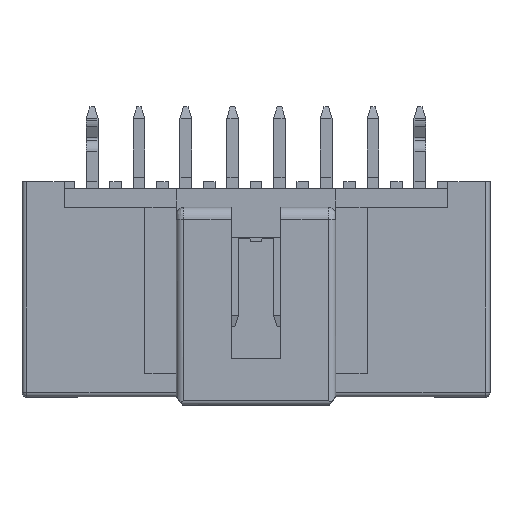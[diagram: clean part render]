
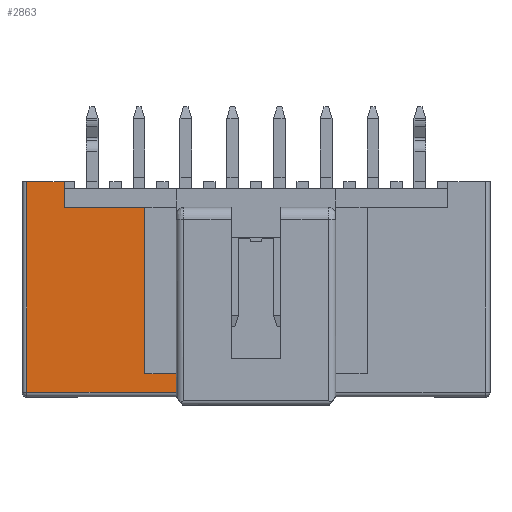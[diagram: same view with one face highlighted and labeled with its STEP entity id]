
A CAD part, top view. The second image highlights one B-rep face of the part: STEP entity #2863.
In plain terms, the highlighted planar face has unit normal (0, 0, 1).
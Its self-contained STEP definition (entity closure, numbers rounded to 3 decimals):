
#1668=CARTESIAN_POINT('',(-9.8,3.75,2.43));
#1669=VERTEX_POINT('',#1668);
#1685=CARTESIAN_POINT('',(-9.8,-5.25,2.43));
#1686=VERTEX_POINT('',#1685);
#1694=CARTESIAN_POINT('',(-9.8,-5.25,2.43));
#1695=DIRECTION('',(0.,1.,0.));
#1696=VECTOR('',#1695,9.);
#1697=LINE('',#1694,#1696);
#1698=EDGE_CURVE('',#1686,#1669,#1697,.T.);
#2389=CARTESIAN_POINT('',(-8.2,3.75,2.43));
#2390=VERTEX_POINT('',#2389);
#2391=CARTESIAN_POINT('',(-8.2,2.65,2.43));
#2392=VERTEX_POINT('',#2391);
#2393=CARTESIAN_POINT('',(-8.2,3.75,2.43));
#2394=DIRECTION('',(0.,-1.,0.));
#2395=VECTOR('',#2394,1.1);
#2396=LINE('',#2393,#2395);
#2397=EDGE_CURVE('',#2390,#2392,#2396,.T.);
#2633=CARTESIAN_POINT('',(-9.8,3.75,2.43));
#2634=DIRECTION('',(1.,0.,0.));
#2635=VECTOR('',#2634,1.6);
#2636=LINE('',#2633,#2635);
#2637=EDGE_CURVE('',#1669,#2390,#2636,.T.);
#2815=CARTESIAN_POINT('',(-6.6,-0.75,2.43));
#2816=DIRECTION('',(1.,0.,0.));
#2817=DIRECTION('',(0.,0.,1.));
#2818=AXIS2_PLACEMENT_3D('',#2815,#2817,#2816);
#2819=PLANE('',#2818);
#2820=ORIENTED_EDGE('',*,*,#2397,.F.);
#2821=ORIENTED_EDGE('',*,*,#2637,.F.);
#2822=ORIENTED_EDGE('',*,*,#1698,.F.);
#2823=CARTESIAN_POINT('',(-3.4,-5.25,2.43));
#2824=VERTEX_POINT('',#2823);
#2825=CARTESIAN_POINT('',(-9.8,-5.25,2.43));
#2826=DIRECTION('',(1.,0.,0.));
#2827=VECTOR('',#2826,6.4);
#2828=LINE('',#2825,#2827);
#2829=EDGE_CURVE('',#1686,#2824,#2828,.T.);
#2830=ORIENTED_EDGE('',*,*,#2829,.T.);
#2831=CARTESIAN_POINT('',(-3.4,-4.45,2.43));
#2832=VERTEX_POINT('',#2831);
#2833=CARTESIAN_POINT('',(-3.4,-5.25,2.43));
#2834=DIRECTION('',(0.,1.,0.));
#2835=VECTOR('',#2834,0.8);
#2836=LINE('',#2833,#2835);
#2837=EDGE_CURVE('',#2824,#2832,#2836,.T.);
#2838=ORIENTED_EDGE('',*,*,#2837,.T.);
#2839=CARTESIAN_POINT('',(-4.75,-4.45,2.43));
#2840=VERTEX_POINT('',#2839);
#2841=CARTESIAN_POINT('',(-3.4,-4.45,2.43));
#2842=DIRECTION('',(-1.,0.,0.));
#2843=VECTOR('',#2842,1.35);
#2844=LINE('',#2841,#2843);
#2845=EDGE_CURVE('',#2832,#2840,#2844,.T.);
#2846=ORIENTED_EDGE('',*,*,#2845,.T.);
#2847=CARTESIAN_POINT('',(-4.75,2.65,2.43));
#2848=VERTEX_POINT('',#2847);
#2849=CARTESIAN_POINT('',(-4.75,-4.45,2.43));
#2850=DIRECTION('',(0.,1.,0.));
#2851=VECTOR('',#2850,7.1);
#2852=LINE('',#2849,#2851);
#2853=EDGE_CURVE('',#2840,#2848,#2852,.T.);
#2854=ORIENTED_EDGE('',*,*,#2853,.T.);
#2855=CARTESIAN_POINT('',(-4.75,2.65,2.43));
#2856=DIRECTION('',(-1.,0.,0.));
#2857=VECTOR('',#2856,3.45);
#2858=LINE('',#2855,#2857);
#2859=EDGE_CURVE('',#2848,#2392,#2858,.T.);
#2860=ORIENTED_EDGE('',*,*,#2859,.T.);
#2861=EDGE_LOOP('',(#2820,#2821,#2822,#2830,#2838,#2846,#2854,#2860));
#2862=FACE_OUTER_BOUND('',#2861,.T.);
#2863=ADVANCED_FACE('',(#2862),#2819,.T.);
